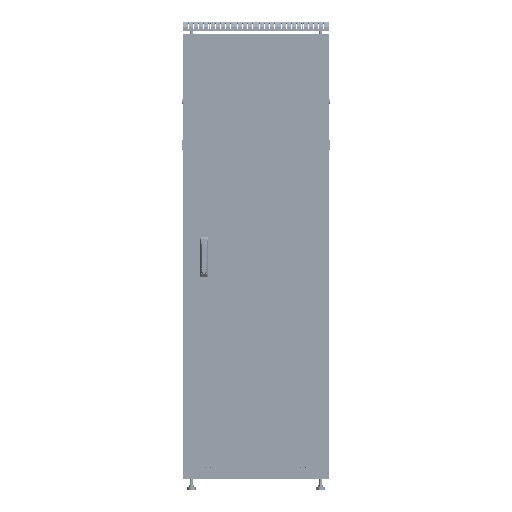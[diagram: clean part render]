
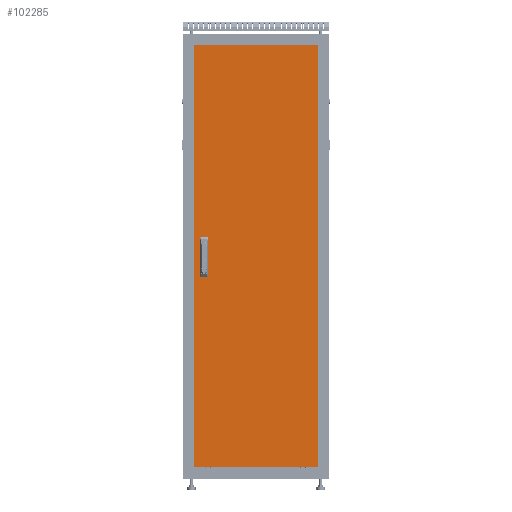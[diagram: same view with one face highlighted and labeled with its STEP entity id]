
A CAD part, top view. The second image highlights one B-rep face of the part: STEP entity #102285.
In plain terms, the highlighted planar face has unit normal (0, 0, 1).
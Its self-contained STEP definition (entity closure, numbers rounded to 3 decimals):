
#513 = VERTEX_POINT ( 'NONE', #43820 ) ;
#1243 = VECTOR ( 'NONE', #24837, 1000. ) ;
#1836 = FACE_BOUND ( 'NONE', #27343, .T. ) ;
#2752 = DIRECTION ( 'NONE',  ( -1., 0., 0. ) ) ;
#3329 = LINE ( 'NONE', #109504, #72224 ) ;
#5262 = EDGE_CURVE ( 'NONE', #5317, #59978, #100634, .T. ) ;
#5317 = VERTEX_POINT ( 'NONE', #16204 ) ;
#6066 = EDGE_CURVE ( 'NONE', #70968, #49035, #68327, .T. ) ;
#6152 = VECTOR ( 'NONE', #109882, 1000. ) ;
#6349 = ORIENTED_EDGE ( 'NONE', *, *, #103973, .T. ) ;
#6882 = LINE ( 'NONE', #110321, #85410 ) ;
#7562 = LINE ( 'NONE', #108796, #108557 ) ;
#12128 = EDGE_CURVE ( 'NONE', #513, #101497, #109085, .T. ) ;
#14117 = DIRECTION ( 'NONE',  ( 0., 0., 1. ) ) ;
#16204 = CARTESIAN_POINT ( 'NONE',  ( 253., 863., 0. ) ) ;
#17369 = EDGE_CURVE ( 'NONE', #126069, #70968, #87339, .T. ) ;
#18095 = LINE ( 'NONE', #81420, #128555 ) ;
#19903 = DIRECTION ( 'NONE',  ( -1., 0., 0. ) ) ;
#21113 = FACE_BOUND ( 'NONE', #32084, .T. ) ;
#23810 = LINE ( 'NONE', #28025, #75067 ) ;
#24837 = DIRECTION ( 'NONE',  ( -1., 0., 0. ) ) ;
#26073 = EDGE_LOOP ( 'NONE', ( #132336, #65071, #57369, #120477 ) ) ;
#27343 = EDGE_LOOP ( 'NONE', ( #62637, #127437, #45527, #79226 ) ) ;
#28025 = CARTESIAN_POINT ( 'NONE',  ( -200.5, -25., 0. ) ) ;
#30951 = VECTOR ( 'NONE', #115221, 1000. ) ;
#32084 = EDGE_LOOP ( 'NONE', ( #6349, #125889, #96302, #112401 ) ) ;
#33416 = LINE ( 'NONE', #105121, #6152 ) ;
#34342 = PLANE ( 'NONE',  #89930 ) ;
#39422 = DIRECTION ( 'NONE',  ( 0., 1., 0. ) ) ;
#39902 = EDGE_CURVE ( 'NONE', #59978, #101497, #7562, .T. ) ;
#43687 = EDGE_CURVE ( 'NONE', #5317, #513, #6882, .T. ) ;
#43820 = CARTESIAN_POINT ( 'NONE',  ( 253., -863., 0. ) ) ;
#45527 = ORIENTED_EDGE ( 'NONE', *, *, #6066, .F. ) ;
#46250 = EDGE_CURVE ( 'NONE', #59232, #60482, #23810, .T. ) ;
#49000 = DIRECTION ( 'NONE',  ( 0., -1., 0. ) ) ;
#49035 = VERTEX_POINT ( 'NONE', #93595 ) ;
#53562 = CARTESIAN_POINT ( 'NONE',  ( -225.5, -25., 0. ) ) ;
#57369 = ORIENTED_EDGE ( 'NONE', *, *, #43687, .F. ) ;
#57690 = EDGE_CURVE ( 'NONE', #60482, #70629, #18095, .T. ) ;
#59232 = VERTEX_POINT ( 'NONE', #110813 ) ;
#59978 = VERTEX_POINT ( 'NONE', #97087 ) ;
#60482 = VERTEX_POINT ( 'NONE', #62914 ) ;
#62131 = DIRECTION ( 'NONE',  ( -1., 0., 0. ) ) ;
#62637 = ORIENTED_EDGE ( 'NONE', *, *, #111100, .F. ) ;
#62740 = VECTOR ( 'NONE', #2752, 1000. ) ;
#62914 = CARTESIAN_POINT ( 'NONE',  ( -200.5, -75., 0. ) ) ;
#64333 = CARTESIAN_POINT ( 'NONE',  ( 0., 0., 0. ) ) ;
#65071 = ORIENTED_EDGE ( 'NONE', *, *, #12128, .F. ) ;
#66934 = VECTOR ( 'NONE', #124684, 1000. ) ;
#68327 = LINE ( 'NONE', #122398, #106779 ) ;
#69389 = DIRECTION ( 'NONE',  ( 0., -1., 0. ) ) ;
#70629 = VERTEX_POINT ( 'NONE', #86044 ) ;
#70968 = VERTEX_POINT ( 'NONE', #113208 ) ;
#72224 = VECTOR ( 'NONE', #89429, 1000. ) ;
#75067 = VECTOR ( 'NONE', #88966, 1000. ) ;
#75833 = CARTESIAN_POINT ( 'NONE',  ( -253., 863., 0. ) ) ;
#79226 = ORIENTED_EDGE ( 'NONE', *, *, #17369, .F. ) ;
#81420 = CARTESIAN_POINT ( 'NONE',  ( -225.5, -75., 0. ) ) ;
#85410 = VECTOR ( 'NONE', #49000, 1000. ) ;
#86044 = CARTESIAN_POINT ( 'NONE',  ( -225.5, -75., 0. ) ) ;
#87339 = LINE ( 'NONE', #120861, #101733 ) ;
#88787 = CARTESIAN_POINT ( 'NONE',  ( -225.5, 25., 0. ) ) ;
#88966 = DIRECTION ( 'NONE',  ( 0., -1., 0. ) ) ;
#89429 = DIRECTION ( 'NONE',  ( 0., -1., 0. ) ) ;
#89930 = AXIS2_PLACEMENT_3D ( 'NONE', #64333, #14117, #105562 ) ;
#92623 = LINE ( 'NONE', #53562, #66934 ) ;
#92798 = CARTESIAN_POINT ( 'NONE',  ( -253., -863., 0. ) ) ;
#93595 = CARTESIAN_POINT ( 'NONE',  ( -225.5, 75., 0. ) ) ;
#96302 = ORIENTED_EDGE ( 'NONE', *, *, #57690, .T. ) ;
#97087 = CARTESIAN_POINT ( 'NONE',  ( -253., 863., 0. ) ) ;
#100634 = LINE ( 'NONE', #75833, #1243 ) ;
#101497 = VERTEX_POINT ( 'NONE', #113748 ) ;
#101733 = VECTOR ( 'NONE', #39422, 1000. ) ;
#102285 = ADVANCED_FACE ( 'NONE', ( #1836, #113980, #21113 ), #34342, .T. ) ;
#103973 = EDGE_CURVE ( 'NONE', #107462, #59232, #33416, .T. ) ;
#104564 = CARTESIAN_POINT ( 'NONE',  ( -225.5, 25., 0. ) ) ;
#105121 = CARTESIAN_POINT ( 'NONE',  ( -225.5, -25., 0. ) ) ;
#105562 = DIRECTION ( 'NONE',  ( 1., 0., 0. ) ) ;
#106779 = VECTOR ( 'NONE', #19903, 1000. ) ;
#107462 = VERTEX_POINT ( 'NONE', #130991 ) ;
#108557 = VECTOR ( 'NONE', #69389, 1000. ) ;
#108796 = CARTESIAN_POINT ( 'NONE',  ( -253., 863., 0. ) ) ;
#108845 = EDGE_CURVE ( 'NONE', #70629, #107462, #92623, .T. ) ;
#109085 = LINE ( 'NONE', #92798, #62740 ) ;
#109504 = CARTESIAN_POINT ( 'NONE',  ( -225.5, 25., 0. ) ) ;
#109882 = DIRECTION ( 'NONE',  ( 1., 0., 0. ) ) ;
#110321 = CARTESIAN_POINT ( 'NONE',  ( 253., 863., 0. ) ) ;
#110813 = CARTESIAN_POINT ( 'NONE',  ( -200.5, -25., 0. ) ) ;
#111100 = EDGE_CURVE ( 'NONE', #122305, #126069, #131744, .T. ) ;
#112401 = ORIENTED_EDGE ( 'NONE', *, *, #108845, .T. ) ;
#113208 = CARTESIAN_POINT ( 'NONE',  ( -200.5, 75., 0. ) ) ;
#113748 = CARTESIAN_POINT ( 'NONE',  ( -253., -863., 0. ) ) ;
#113980 = FACE_OUTER_BOUND ( 'NONE', #26073, .T. ) ;
#115221 = DIRECTION ( 'NONE',  ( 1., 0., 0. ) ) ;
#120477 = ORIENTED_EDGE ( 'NONE', *, *, #5262, .T. ) ;
#120861 = CARTESIAN_POINT ( 'NONE',  ( -200.5, 25., 0. ) ) ;
#122305 = VERTEX_POINT ( 'NONE', #88787 ) ;
#122398 = CARTESIAN_POINT ( 'NONE',  ( -225.5, 75., 0. ) ) ;
#124684 = DIRECTION ( 'NONE',  ( 0., 1., 0. ) ) ;
#125889 = ORIENTED_EDGE ( 'NONE', *, *, #46250, .T. ) ;
#126069 = VERTEX_POINT ( 'NONE', #127039 ) ;
#127039 = CARTESIAN_POINT ( 'NONE',  ( -200.5, 25., 0. ) ) ;
#127437 = ORIENTED_EDGE ( 'NONE', *, *, #127463, .F. ) ;
#127463 = EDGE_CURVE ( 'NONE', #49035, #122305, #3329, .T. ) ;
#128555 = VECTOR ( 'NONE', #62131, 1000. ) ;
#130991 = CARTESIAN_POINT ( 'NONE',  ( -225.5, -25., 0. ) ) ;
#131744 = LINE ( 'NONE', #104564, #30951 ) ;
#132336 = ORIENTED_EDGE ( 'NONE', *, *, #39902, .T. ) ;
